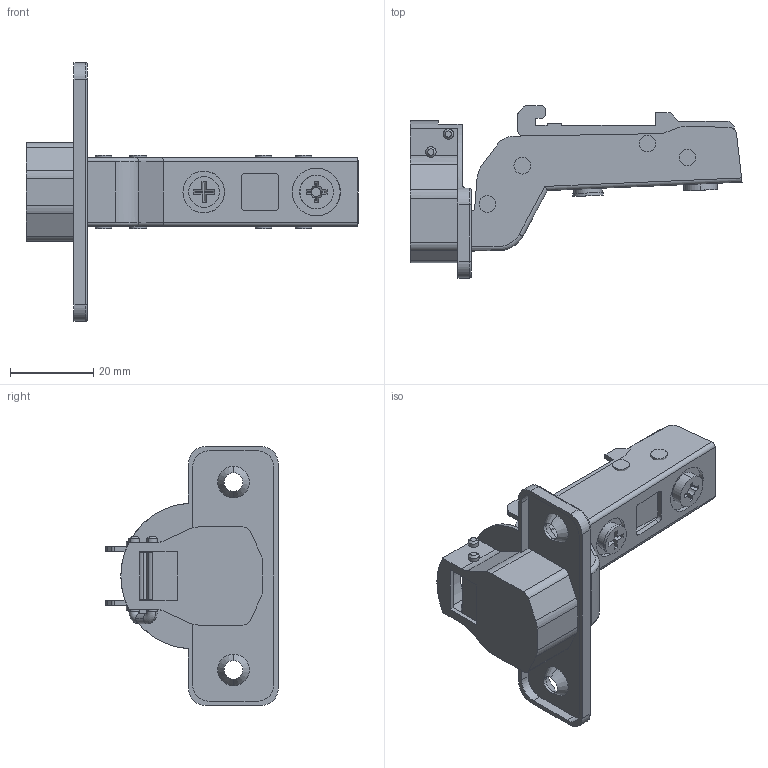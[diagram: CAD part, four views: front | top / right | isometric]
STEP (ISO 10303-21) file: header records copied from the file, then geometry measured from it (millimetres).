
FILE_DESCRIPTION (( 'STEP AP214' ), '1' );
FILE_NAME ('F000011,F000012,F000013-CLOSE_3D.step', '2022-06-06T12:48:38', ( '' ), ( '' ), 'SwSTEP 2.0', 'SolidWorks 2020', '' );
FILE_SCHEMA (( 'AUTOMOTIVE_DESIGN' ));
Length unit declared in the file: millimetre
Products named in the file (9): Jezdec; Vidlice; Raminko vlozeny NC70; Serizovaci sroub; Miska; Spoj raminka miska; F000011,F000012,F000013-CLOSE_3D; Excentr; 鋀p
Assembly tree (12 placements, depth 2):
  F000011,F000012,F000013-CLOSE_3D
    Raminko vlozeny NC70
    Spoj raminka miska
    Miska
    鋀p  x5
    Vidlice
    Jezdec
    Excentr
    Serizovaci sroub
Bounding box: 79.58 x 41.29 x 62 mm (x, y, z)
Volume: 10713.5 mm3; surface area: 19553.9 mm2
Topology: 12 solids, 12 shells, 411 faces, 1106 edges, 714 vertices
Faces by surface type: plane 175, cylinder 149, bspline 54, cone 16, torus 14, sphere 3
Entity records: 14124 total; most frequent: CARTESIAN_POINT 3839, ORIENTED_EDGE 2156, DIRECTION 1960, EDGE_CURVE 1078, VERTEX_POINT 698, AXIS2_PLACEMENT_3D 673, VECTOR 614, LINE 614
